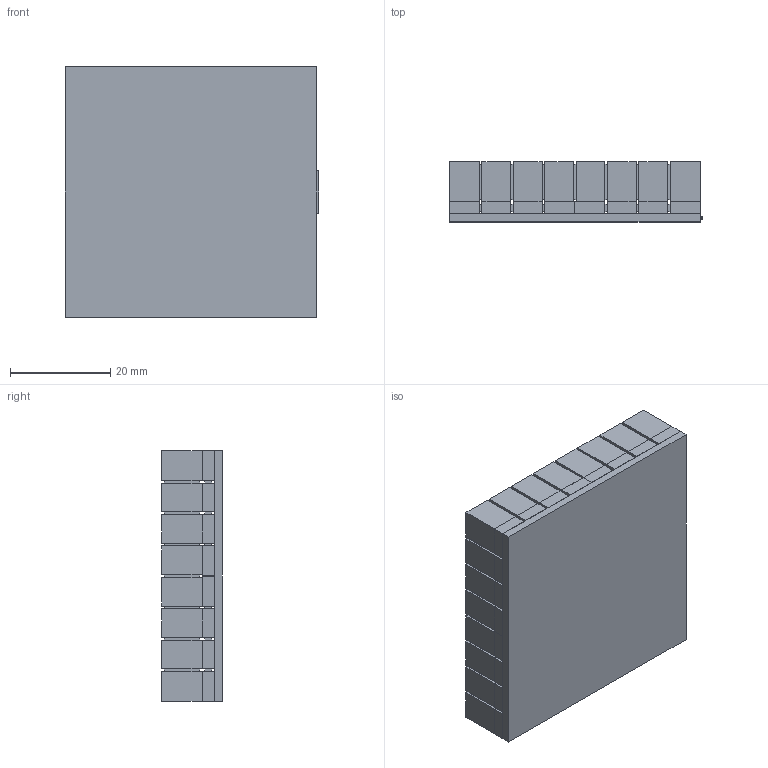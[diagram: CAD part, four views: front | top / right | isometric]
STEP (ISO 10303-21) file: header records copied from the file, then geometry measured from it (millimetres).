
FILE_DESCRIPTION (( 'STEP AP203' ), '1' );
FILE_NAME ('GAGG+SiPM+PCB.STEP', '2020-10-18T10:58:51', ( '' ), ( '' ), 'SwSTEP 2.0', 'SolidWorks 2018', '' );
FILE_SCHEMA (( 'CONFIG_CONTROL_DESIGN' ));
Length unit declared in the file: metre
Products named in the file (1): GAGG+SiPM+PCB
Bounding box: 50.5 x 12 x 50 mm (x, y, z)
Volume: 29307.1 mm3; surface area: 20514.2 mm2
Topology: 6 solids, 6 shells, 1134 faces, 3048 edges, 2032 vertices
Faces by surface type: plane 1134
Entity records: 34779 total; most frequent: CARTESIAN_POINT 6215, ORIENTED_EDGE 6096, DIRECTION 5318, EDGE_CURVE 3048, LINE 3048, VECTOR 3048, VERTEX_POINT 2032, EDGE_LOOP 1240
